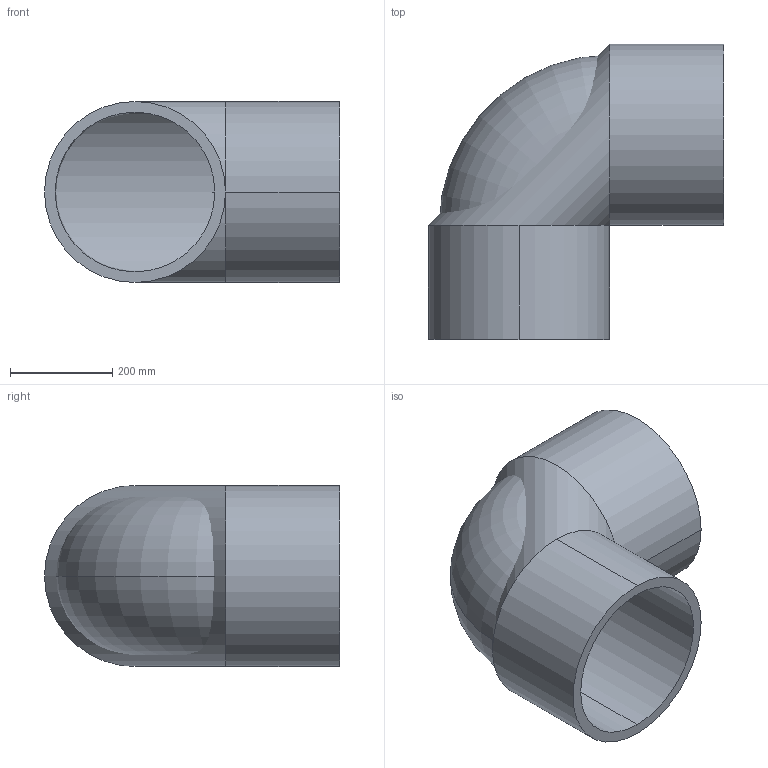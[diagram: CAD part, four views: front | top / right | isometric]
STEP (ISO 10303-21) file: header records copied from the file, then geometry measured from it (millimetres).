
FILE_DESCRIPTION (( 'STEP AP203' ), '1' );
FILE_NAME ('Elbow 90° SDR17 001 115 0021 0355.step', '2019-11-25T13:16:16', ( '' ), ( '' ), 'SwSTEP 2.0', 'SolidWorks 2019', '' );
FILE_SCHEMA (( 'CONFIG_CONTROL_DESIGN' ));
Length unit declared in the file: millimetre
Products named in the file (1): Elbow 90° SDR17 001 115 0021 0355
Bounding box: 578.5 x 578.5 x 355 mm (x, y, z)
Volume: 16064806.3 mm3; surface area: 1566997.3 mm2
Topology: 1 solids, 1 shells, 13 faces, 31 edges, 18 vertices
Faces by surface type: cylinder 8, torus 3, plane 2
Entity records: 453 total; most frequent: DIRECTION 78, CARTESIAN_POINT 61, ORIENTED_EDGE 58, AXIS2_PLACEMENT_3D 35, EDGE_CURVE 29, CIRCLE 21, VERTEX_POINT 18, EDGE_LOOP 15
